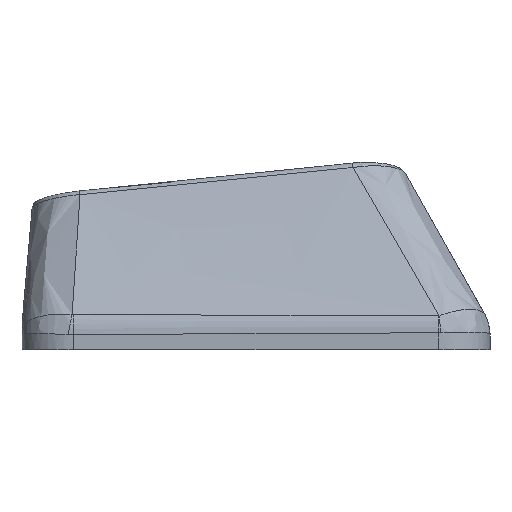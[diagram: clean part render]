
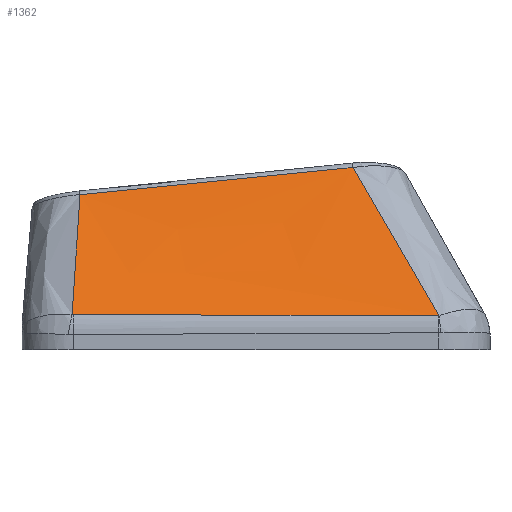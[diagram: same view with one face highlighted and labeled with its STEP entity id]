
A CAD part, left-side view. The second image highlights one B-rep face of the part: STEP entity #1362.
In plain terms, the highlighted free-form (B-spline) face has degree [3, 3] with [4, 4] control points.
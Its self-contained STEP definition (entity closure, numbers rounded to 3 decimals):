
#233=FACE_OUTER_BOUND('',#314,.T.);
#314=EDGE_LOOP('',(#957,#958,#959,#960,#961,#962));
#409=B_SPLINE_CURVE_WITH_KNOTS('',3,(#2206,#2207,#2208,#2209),
 .UNSPECIFIED.,.F.,.F.,(4,4),(0.,0.002),
 .UNSPECIFIED.);
#411=B_SPLINE_CURVE_WITH_KNOTS('',3,(#2233,#2234,#2235,#2236),
 .UNSPECIFIED.,.F.,.F.,(4,4),(0.,1.416),.UNSPECIFIED.);
#413=B_SPLINE_CURVE_WITH_KNOTS('',3,(#2260,#2261,#2262,#2263),
 .UNSPECIFIED.,.F.,.F.,(4,4),(0.,0.005),
 .UNSPECIFIED.);
#428=B_SPLINE_CURVE_WITH_KNOTS('',3,(#2539,#2540,#2541,#2542),
 .UNSPECIFIED.,.F.,.F.,(4,4),(0.029,0.752),
 .UNSPECIFIED.);
#429=B_SPLINE_CURVE_WITH_KNOTS('',3,(#2544,#2545,#2546,#2547),
 .UNSPECIFIED.,.F.,.F.,(4,4),(-1.064,0.),
 .UNSPECIFIED.);
#430=B_SPLINE_CURVE_WITH_KNOTS('',3,(#2548,#2549,#2550,#2551),
 .UNSPECIFIED.,.F.,.F.,(4,4),(-0.566,-0.021),
 .UNSPECIFIED.);
#534=VERTEX_POINT('',#2168);
#536=VERTEX_POINT('',#2199);
#538=VERTEX_POINT('',#2226);
#540=VERTEX_POINT('',#2253);
#556=VERTEX_POINT('',#2538);
#557=VERTEX_POINT('',#2543);
#687=EDGE_CURVE('',#534,#536,#409,.T.);
#690=EDGE_CURVE('',#536,#538,#411,.T.);
#693=EDGE_CURVE('',#538,#540,#413,.T.);
#717=EDGE_CURVE('',#556,#534,#428,.T.);
#718=EDGE_CURVE('',#557,#556,#429,.T.);
#719=EDGE_CURVE('',#540,#557,#430,.T.);
#957=ORIENTED_EDGE('',*,*,#693,.F.);
#958=ORIENTED_EDGE('',*,*,#690,.F.);
#959=ORIENTED_EDGE('',*,*,#687,.F.);
#960=ORIENTED_EDGE('',*,*,#717,.F.);
#961=ORIENTED_EDGE('',*,*,#718,.F.);
#962=ORIENTED_EDGE('',*,*,#719,.F.);
#1315=B_SPLINE_SURFACE_WITH_KNOTS('',3,3,((#2522,#2523,#2524,#2525),(#2526,
#2527,#2528,#2529),(#2530,#2531,#2532,#2533),(#2534,#2535,#2536,#2537)),
 .UNSPECIFIED.,.F.,.F.,.F.,(4,4),(4,4),(0.1,0.893),
(0.035,0.951),.UNSPECIFIED.);
#1362=ADVANCED_FACE('',(#233),#1315,.T.);
#2168=CARTESIAN_POINT('',(-8.927,-7.101,0.313));
#2199=CARTESIAN_POINT('',(-8.928,-7.078,0.312));
#2206=CARTESIAN_POINT('Ctrl Pts',(-8.927,-7.101,0.313));
#2207=CARTESIAN_POINT('Ctrl Pts',(-8.927,-7.093,0.312));
#2208=CARTESIAN_POINT('Ctrl Pts',(-8.928,-7.086,0.312));
#2209=CARTESIAN_POINT('Ctrl Pts',(-8.928,-7.078,0.312));
#2226=CARTESIAN_POINT('',(-8.865,7.085,0.357));
#2233=CARTESIAN_POINT('Ctrl Pts',(-8.928,-7.078,0.312));
#2234=CARTESIAN_POINT('Ctrl Pts',(-8.911,-2.357,0.325));
#2235=CARTESIAN_POINT('Ctrl Pts',(-8.892,2.364,0.34));
#2236=CARTESIAN_POINT('Ctrl Pts',(-8.865,7.085,0.357));
#2253=CARTESIAN_POINT('',(-8.862,7.138,0.362));
#2260=CARTESIAN_POINT('Ctrl Pts',(-8.865,7.085,0.357));
#2261=CARTESIAN_POINT('Ctrl Pts',(-8.865,7.103,0.357));
#2262=CARTESIAN_POINT('Ctrl Pts',(-8.864,7.12,0.359));
#2263=CARTESIAN_POINT('Ctrl Pts',(-8.862,7.138,0.362));
#2522=CARTESIAN_POINT('Ctrl Pts',(-6.078,-4.132,6.119));
#2523=CARTESIAN_POINT('Ctrl Pts',(-7.028,-5.122,4.183));
#2524=CARTESIAN_POINT('Ctrl Pts',(-7.978,-6.112,2.248));
#2525=CARTESIAN_POINT('Ctrl Pts',(-8.928,-7.102,0.312));
#2526=CARTESIAN_POINT('Ctrl Pts',(-6.078,-0.376,
5.74));
#2527=CARTESIAN_POINT('Ctrl Pts',(-7.028,-1.036,3.924));
#2528=CARTESIAN_POINT('Ctrl Pts',(-7.978,-1.695,2.108));
#2529=CARTESIAN_POINT('Ctrl Pts',(-8.928,-2.355,0.292));
#2530=CARTESIAN_POINT('Ctrl Pts',(-6.078,3.381,5.361));
#2531=CARTESIAN_POINT('Ctrl Pts',(-7.028,3.051,3.665));
#2532=CARTESIAN_POINT('Ctrl Pts',(-7.978,2.721,1.969));
#2533=CARTESIAN_POINT('Ctrl Pts',(-8.928,2.391,0.273));
#2534=CARTESIAN_POINT('Ctrl Pts',(-6.078,7.137,4.982));
#2535=CARTESIAN_POINT('Ctrl Pts',(-7.028,7.137,3.406));
#2536=CARTESIAN_POINT('Ctrl Pts',(-7.978,7.137,1.83));
#2537=CARTESIAN_POINT('Ctrl Pts',(-8.928,7.138,0.254));
#2538=CARTESIAN_POINT('',(-6.085,-3.765,6.067));
#2539=CARTESIAN_POINT('Ctrl Pts',(-6.085,-3.765,6.067));
#2540=CARTESIAN_POINT('Ctrl Pts',(-7.038,-4.882,4.153));
#2541=CARTESIAN_POINT('Ctrl Pts',(-7.984,-5.993,2.234));
#2542=CARTESIAN_POINT('Ctrl Pts',(-8.927,-7.101,0.313));
#2543=CARTESIAN_POINT('',(-6.078,6.827,5.013));
#2544=CARTESIAN_POINT('Ctrl Pts',(-6.078,6.827,5.013));
#2545=CARTESIAN_POINT('Ctrl Pts',(-6.081,3.297,5.364));
#2546=CARTESIAN_POINT('Ctrl Pts',(-6.083,-0.234,
5.716));
#2547=CARTESIAN_POINT('Ctrl Pts',(-6.085,-3.765,6.067));
#2548=CARTESIAN_POINT('Ctrl Pts',(-8.862,7.138,0.362));
#2549=CARTESIAN_POINT('Ctrl Pts',(-7.929,7.028,1.91));
#2550=CARTESIAN_POINT('Ctrl Pts',(-7.,6.923,3.46));
#2551=CARTESIAN_POINT('Ctrl Pts',(-6.078,6.827,5.013));
